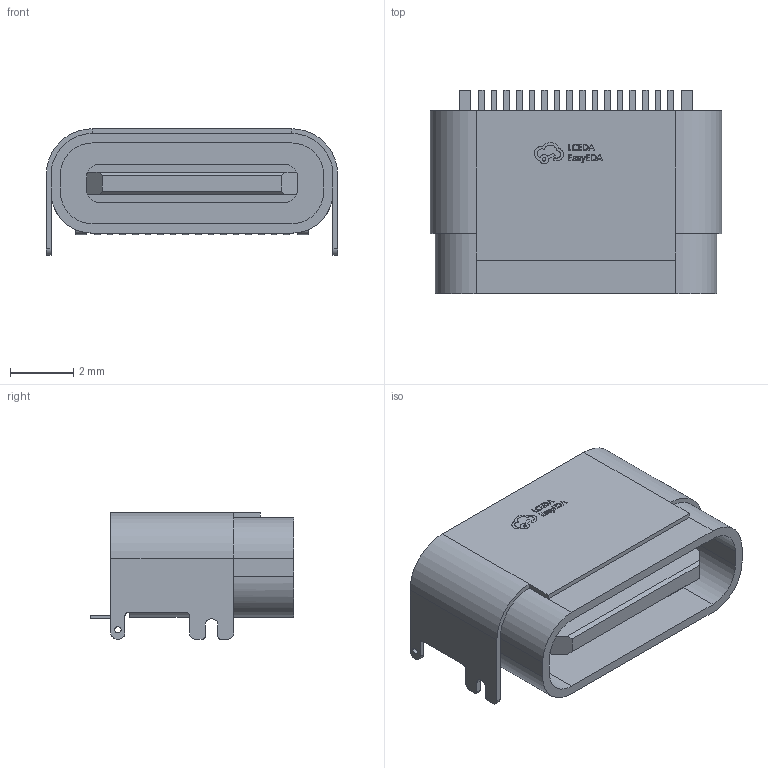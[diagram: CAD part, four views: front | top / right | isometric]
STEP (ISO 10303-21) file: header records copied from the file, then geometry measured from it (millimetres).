
FILE_DESCRIPTION(('FreeCAD Model'),'2;1');
FILE_NAME('Open CASCADE Shape Model','2026-02-18T19:45:25',(''),(''), 'Open CASCADE STEP processor 7.8','FreeCAD','Unknown');
FILE_SCHEMA(('AUTOMOTIVE_DESIGN { 1 0 10303 214 1 1 1 1 }'));
Length unit declared in the file: millimetre
Products named in the file (4): TYPE-C-SMD_GT-USB-7025~TYPE-C-SMD_GT-USB-7025~uTaK003
Assembly tree (3 placements, depth 2):
  TYPE-C-SMD_GT-USB-7025~TYPE-C-SMD_GT-USB-7025~uTaK003
    TYPE-C-SMD_GT-USB-7025~TYPE-C-SMD_GT-USB-7025~uTaK003
    TYPE-C-SMD_GT-USB-7025~TYPE-C-SMD_GT-USB-7025~uTaK003
    TYPE-C-SMD_GT-USB-7025~TYPE-C-SMD_GT-USB-7025~uTaK003
Bounding box: 9.24 x 6.45 x 4.01 mm (x, y, z)
Volume: 92.8 mm3; surface area: 516.8 mm2
Topology: 3 solids, 3 shells, 488 faces, 1331 edges, 886 vertices
Faces by surface type: plane 312, bspline 98, cylinder 78
Entity records: 18626 total; most frequent: CARTESIAN_POINT 4027, ORIENTED_EDGE 2662, DIRECTION 2079, EDGE_CURVE 1331, LINE 963, VECTOR 963, VERTEX_POINT 886, AXIS2_PLACEMENT_3D 558
